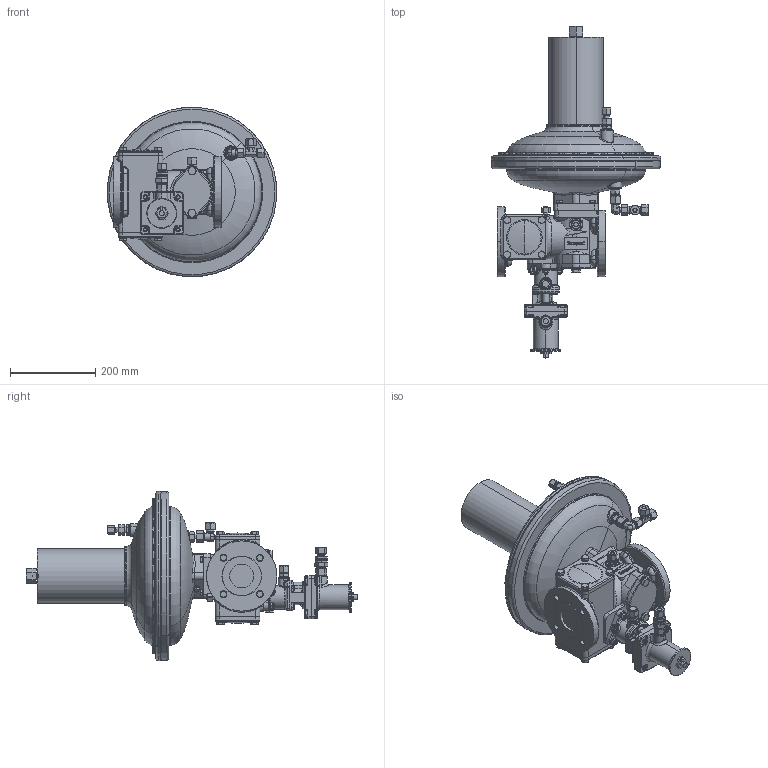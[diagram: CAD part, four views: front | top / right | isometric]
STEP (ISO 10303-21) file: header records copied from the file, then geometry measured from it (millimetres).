
FILE_DESCRIPTION (( 'STEP AP214' ), '1' );
FILE_NAME ('HON_15056600_Kunde (2).STEP', '2017-03-15T08:47:03', ( '' ), ( '' ), 'SwSTEP 2.0', 'SolidWorks 2015', '' );
FILE_SCHEMA (( 'AUTOMOTIVE_DESIGN' ));
Length unit declared in the file: millimetre
Products named in the file (1): HON_15056600_Kunde (2)
Bounding box: 397.15 x 778.88 x 397.15 mm (x, y, z)
Volume: 19280956.5 mm3; surface area: 801759.6 mm2
Topology: 1 solids, 1 shells, 3442 faces, 8131 edges, 4859 vertices
Faces by surface type: plane 1562, cylinder 723, cone 665, bspline 243, torus 206, sphere 43
Entity records: 135421 total; most frequent: CARTESIAN_POINT 37859, ORIENTED_EDGE 16184, DIRECTION 15470, EDGE_CURVE 8092, AXIS2_PLACEMENT_3D 6049, VERTEX_POINT 4859, EDGE_LOOP 3657, FACE_OUTER_BOUND 3442
